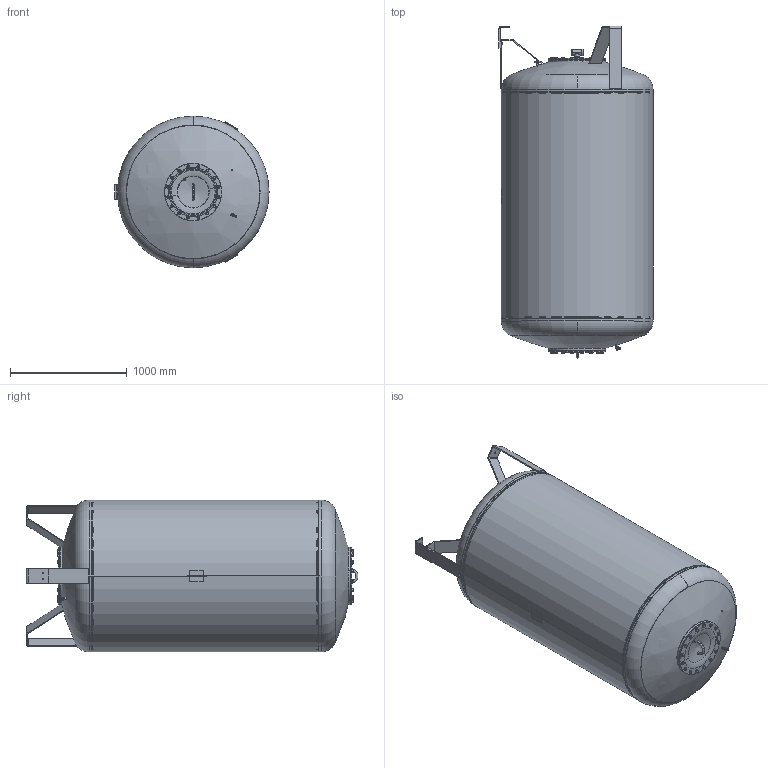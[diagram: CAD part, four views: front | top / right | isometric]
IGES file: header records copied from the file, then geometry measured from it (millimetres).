
Global section: file name: No Iges File Name specified; native system: Autodesk Inventor 2009; preprocessor: AutoDesk Inventor Iges Exporter R2009; author: CADJOBServer; date: 20091013.102230; units: millimetre
Bounding box: 1320 x 2843.98 x 1300 mm (x, y, z)
Volume: 71032555.2 mm3; surface area: 37202872.9 mm2
Topology: 43 solids, 43 shells, 2214 faces, 5470 edges, 3509 vertices
Faces by surface type: plane 802, bspline 388, cone 349, revolution 303, cylinder 301, torus 65, sphere 6
